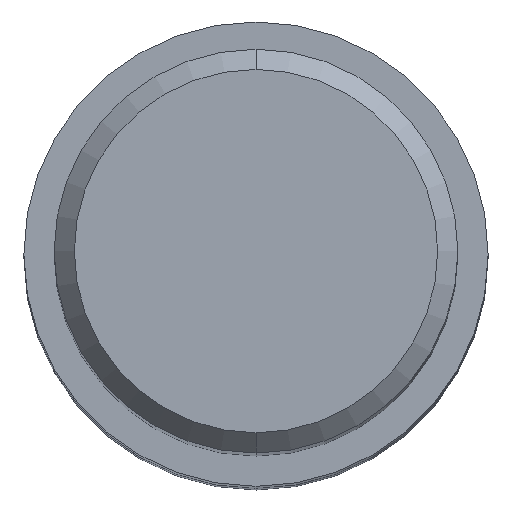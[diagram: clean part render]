
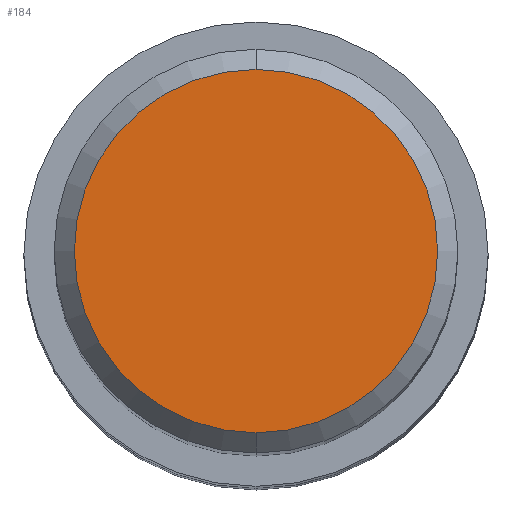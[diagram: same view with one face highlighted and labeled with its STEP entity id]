
A CAD part, top view. The second image highlights one B-rep face of the part: STEP entity #184.
In plain terms, the highlighted planar face has unit normal (0, 0, 1).
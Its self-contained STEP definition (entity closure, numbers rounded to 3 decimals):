
#178=EDGE_CURVE('',#372,#244,#471,.T.);
#184=ADVANCED_FACE('',(#478),#479,.T.);
#244=VERTEX_POINT('',#545);
#372=VERTEX_POINT('',#690);
#380=EDGE_CURVE('',#244,#372,#698,.T.);
#471=CIRCLE('',#801,4.5);
#478=FACE_OUTER_BOUND('',#822,.T.);
#479=PLANE('',#823);
#545=CARTESIAN_POINT('',(0.0,4.5,0.0));
#690=CARTESIAN_POINT('',(0.,-4.5,0.0));
#698=CIRCLE('',#1294,4.5);
#801=AXIS2_PLACEMENT_3D('',#1425,#1426,#1427);
#822=EDGE_LOOP('',(#1437,#1438));
#823=AXIS2_PLACEMENT_3D('',#1439,#1440,#1441);
#1294=AXIS2_PLACEMENT_3D('',#1700,#1701,#1702);
#1425=CARTESIAN_POINT('',(0.0,0.0,0.0));
#1426=DIRECTION('',(0.0,0.0,-1.0));
#1427=DIRECTION('',(0.0,1.0,0.0));
#1437=ORIENTED_EDGE('',*,*,#380,.F.);
#1438=ORIENTED_EDGE('',*,*,#178,.F.);
#1439=CARTESIAN_POINT('',(0.0,2.25,0.0));
#1440=DIRECTION('',(-0.0,0.0,1.0));
#1441=DIRECTION('',(0.0,-1.0,0.0));
#1700=CARTESIAN_POINT('',(0.0,0.0,0.0));
#1701=DIRECTION('',(0.0,0.0,-1.0));
#1702=DIRECTION('',(0.0,1.0,0.0));
